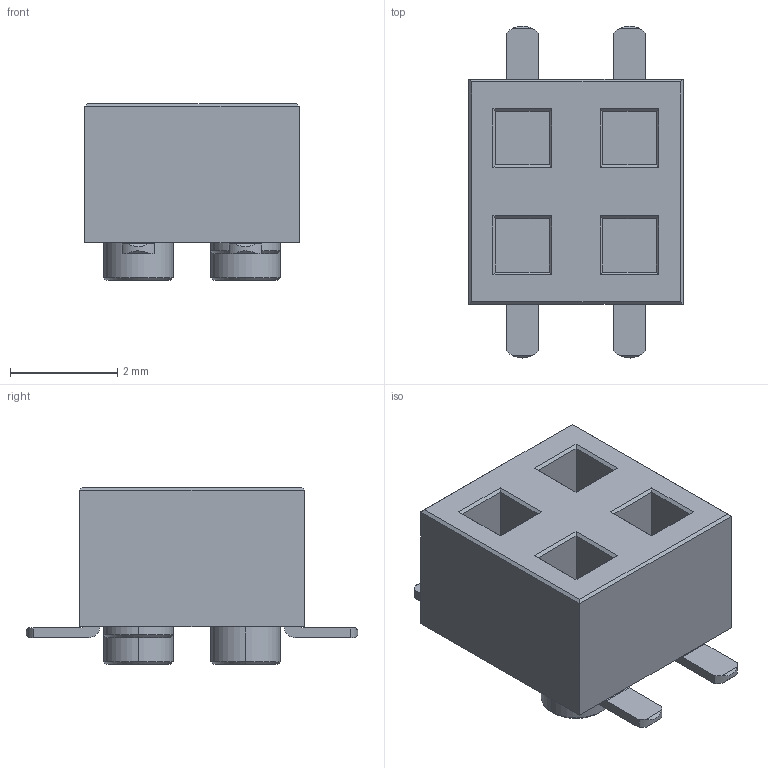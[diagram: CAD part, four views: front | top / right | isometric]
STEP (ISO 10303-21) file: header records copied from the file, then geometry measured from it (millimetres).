
FILE_DESCRIPTION (( 'STEP AP214' ), '1' );
FILE_NAME ('CONN-SMD_0872630493.step', '2022-08-01T03:15:53', ( '' ), ( '' ), 'SwSTEP 2.0', 'SolidWorks 2020', '' );
FILE_SCHEMA (( 'AUTOMOTIVE_DESIGN' ));
Length unit declared in the file: millimetre
Products named in the file (1): CONN-SMD_0872630493
Bounding box: 4 x 6.2 x 3.3 mm (x, y, z)
Volume: 39.1 mm3; surface area: 119.2 mm2
Topology: 14 solids, 14 shells, 353 faces, 891 edges, 582 vertices
Faces by surface type: plane 211, bspline 98, cylinder 28, cone 16
Entity records: 14671 total; most frequent: CARTESIAN_POINT 3157, ORIENTED_EDGE 1782, DIRECTION 1275, EDGE_CURVE 891, VECTOR 603, LINE 603, VERTEX_POINT 582, EDGE_LOOP 381
